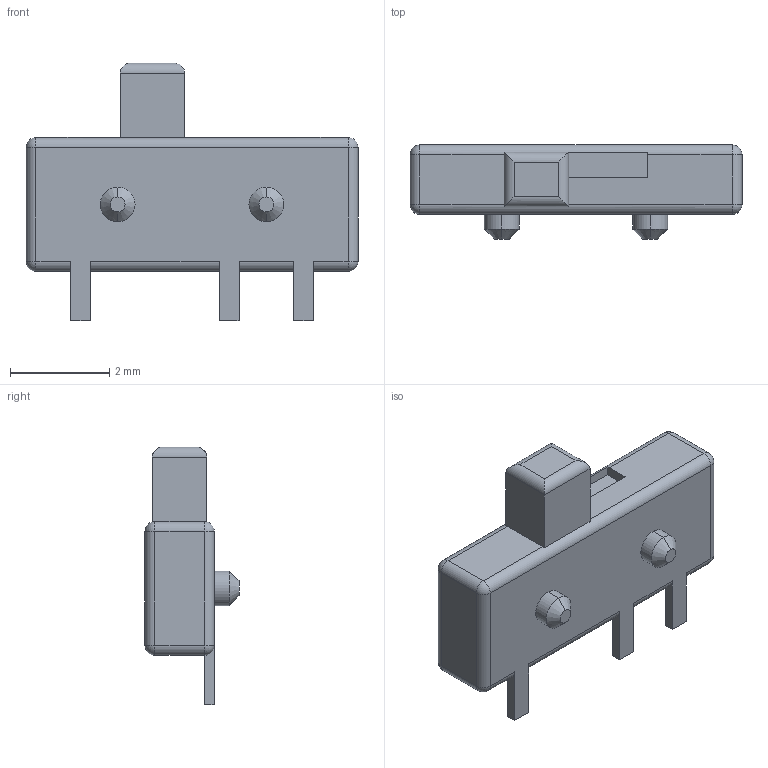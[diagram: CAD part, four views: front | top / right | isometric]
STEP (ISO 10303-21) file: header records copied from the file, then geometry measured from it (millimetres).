
FILE_DESCRIPTION (( 'STEP AP214' ), '1' );
FILE_NAME ('SMD_IS-1290_1P2T_2-kh_pozitsionny_dvizhkovy_pereklyuchatel.STEP', '2020-09-26T16:06:56', ( '' ), ( '' ), 'SwSTEP 2.0', 'SolidWorks 2020', '' );
FILE_SCHEMA (( 'AUTOMOTIVE_DESIGN' ));
Length unit declared in the file: millimetre
Products named in the file (1): SMD_IS-1290_1P2T_2-kh_pozitsionny_dvizhkovy_pereklyuchatel
Bounding box: 6.7 x 1.9 x 5.2 mm (x, y, z)
Volume: 27.5 mm3; surface area: 71.7 mm2
Topology: 1 solids, 1 shells, 65 faces, 152 edges, 83 vertices
Faces by surface type: plane 30, cylinder 23, sphere 8, cone 4
Entity records: 1885 total; most frequent: DIRECTION 318, CARTESIAN_POINT 305, ORIENTED_EDGE 288, EDGE_CURVE 144, AXIS2_PLACEMENT_3D 112, VECTOR 94, LINE 94, VERTEX_POINT 83
